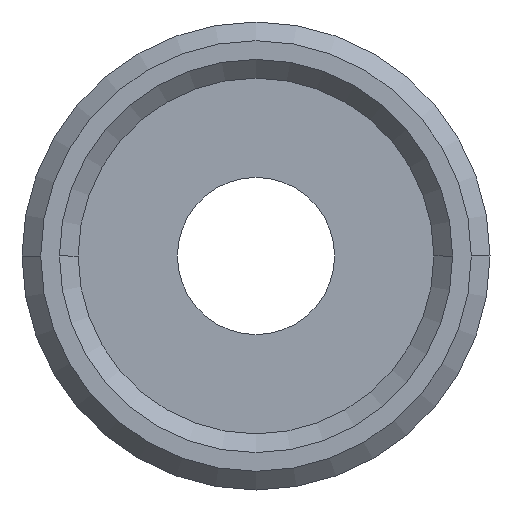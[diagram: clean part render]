
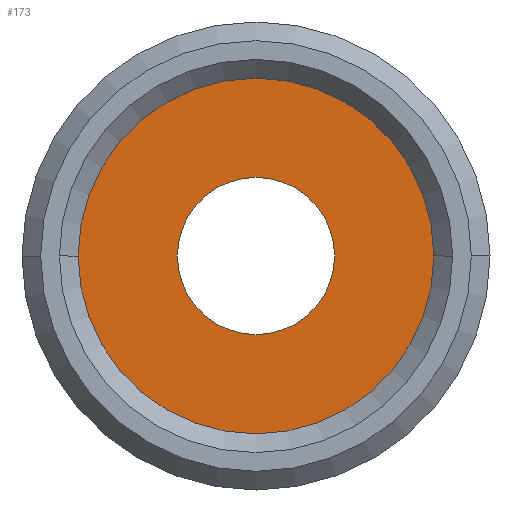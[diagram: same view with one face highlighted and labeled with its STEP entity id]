
A CAD part, left-side view. The second image highlights one B-rep face of the part: STEP entity #173.
In plain terms, the highlighted planar face has unit normal (-1, 0, 0).
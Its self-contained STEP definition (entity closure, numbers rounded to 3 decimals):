
#30 = CARTESIAN_POINT ( 'NONE',  ( -33., 4.2, 0. ) ) ;
#39 = VERTEX_POINT ( 'NONE', #322 ) ;
#53 = AXIS2_PLACEMENT_3D ( 'NONE', #102, #224, #359 ) ;
#72 = CARTESIAN_POINT ( 'NONE',  ( -33., 0., 0. ) ) ;
#73 = CIRCLE ( 'NONE', #742, 9.5 ) ;
#102 = CARTESIAN_POINT ( 'NONE',  ( -33., 0., 0. ) ) ;
#135 = EDGE_CURVE ( 'NONE', #139, #39, #506, .T. ) ;
#139 = VERTEX_POINT ( 'NONE', #30 ) ;
#166 = DIRECTION ( 'NONE',  ( -1., 0., 0. ) ) ;
#171 = CARTESIAN_POINT ( 'NONE',  ( -33., 9.5, 0. ) ) ;
#173 = ADVANCED_FACE ( 'NONE', ( #214, #235 ), #669, .T. ) ;
#214 = FACE_BOUND ( 'NONE', #654, .T. ) ;
#224 = DIRECTION ( 'NONE',  ( 1., 0., 0. ) ) ;
#235 = FACE_OUTER_BOUND ( 'NONE', #303, .T. ) ;
#264 = AXIS2_PLACEMENT_3D ( 'NONE', #72, #323, #639 ) ;
#302 = ORIENTED_EDGE ( 'NONE', *, *, #656, .F. ) ;
#303 = EDGE_LOOP ( 'NONE', ( #336, #302 ) ) ;
#312 = CARTESIAN_POINT ( 'NONE',  ( -33., 0., 0. ) ) ;
#322 = CARTESIAN_POINT ( 'NONE',  ( -33., -4.2, 0. ) ) ;
#323 = DIRECTION ( 'NONE',  ( 1., 0., 0. ) ) ;
#336 = ORIENTED_EDGE ( 'NONE', *, *, #673, .F. ) ;
#347 = CIRCLE ( 'NONE', #598, 9.5 ) ;
#358 = CARTESIAN_POINT ( 'NONE',  ( -33., 0., 0. ) ) ;
#359 = DIRECTION ( 'NONE',  ( 0., 1., 0. ) ) ;
#363 = CARTESIAN_POINT ( 'NONE',  ( -33., -9.5, 0. ) ) ;
#393 = ORIENTED_EDGE ( 'NONE', *, *, #769, .T. ) ;
#419 = DIRECTION ( 'NONE',  ( 0., -1., 0. ) ) ;
#490 = DIRECTION ( 'NONE',  ( 1., 0., 0. ) ) ;
#506 = CIRCLE ( 'NONE', #53, 4.2 ) ;
#512 = ORIENTED_EDGE ( 'NONE', *, *, #135, .T. ) ;
#551 = VERTEX_POINT ( 'NONE', #171 ) ;
#575 = DIRECTION ( 'NONE',  ( 1., 0., 0. ) ) ;
#578 = VERTEX_POINT ( 'NONE', #363 ) ;
#598 = AXIS2_PLACEMENT_3D ( 'NONE', #312, #575, #830 ) ;
#614 = AXIS2_PLACEMENT_3D ( 'NONE', #728, #166, #419 ) ;
#621 = DIRECTION ( 'NONE',  ( 0., 1., 0. ) ) ;
#639 = DIRECTION ( 'NONE',  ( 0., 1., 0. ) ) ;
#654 = EDGE_LOOP ( 'NONE', ( #512, #393 ) ) ;
#656 = EDGE_CURVE ( 'NONE', #578, #551, #73, .T. ) ;
#669 = PLANE ( 'NONE',  #614 ) ;
#673 = EDGE_CURVE ( 'NONE', #551, #578, #347, .T. ) ;
#728 = CARTESIAN_POINT ( 'NONE',  ( -33., 9.5, 0. ) ) ;
#742 = AXIS2_PLACEMENT_3D ( 'NONE', #358, #490, #621 ) ;
#769 = EDGE_CURVE ( 'NONE', #39, #139, #786, .T. ) ;
#786 = CIRCLE ( 'NONE', #264, 4.2 ) ;
#830 = DIRECTION ( 'NONE',  ( 0., 1., 0. ) ) ;
